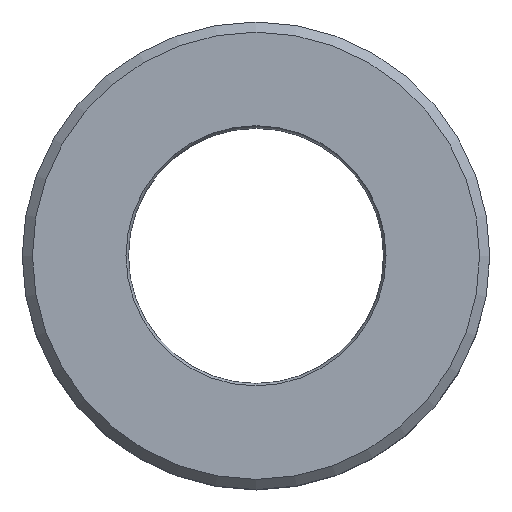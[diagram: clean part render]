
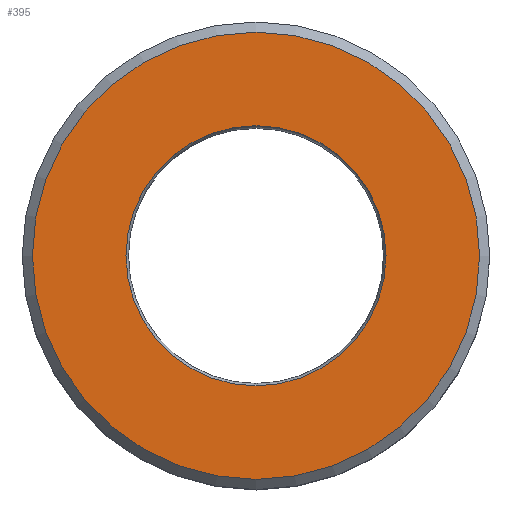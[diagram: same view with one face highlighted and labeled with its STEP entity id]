
A CAD part, top view. The second image highlights one B-rep face of the part: STEP entity #395.
In plain terms, the highlighted planar face has unit normal (0, 0, 1).
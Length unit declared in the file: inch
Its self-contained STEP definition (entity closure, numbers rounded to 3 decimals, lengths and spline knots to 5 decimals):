
#30=PLANE('',#464);
#49=FACE_BOUND('',#127,.T.);
#82=FACE_OUTER_BOUND('',#126,.T.);
#126=EDGE_LOOP('',(#291));
#127=EDGE_LOOP('',(#292));
#181=CIRCLE('',#461,0.6575);
#183=CIRCLE('',#465,0.3825);
#214=VERTEX_POINT('',#673);
#216=VERTEX_POINT('',#679);
#247=EDGE_CURVE('',#214,#214,#181,.T.);
#249=EDGE_CURVE('',#216,#216,#183,.T.);
#291=ORIENTED_EDGE('',*,*,#247,.F.);
#292=ORIENTED_EDGE('',*,*,#249,.T.);
#395=ADVANCED_FACE('',(#82,#49),#30,.T.);
#461=AXIS2_PLACEMENT_3D('',#674,#550,#551);
#464=AXIS2_PLACEMENT_3D('',#678,#556,#557);
#465=AXIS2_PLACEMENT_3D('',#680,#558,#559);
#550=DIRECTION('center_axis',(0.,0.,
-1.));
#551=DIRECTION('ref_axis',(-1.,0.,0.));
#556=DIRECTION('center_axis',(0.,0.,
1.));
#557=DIRECTION('ref_axis',(-1.,0.,0.));
#558=DIRECTION('center_axis',(0.,0.,
-1.));
#559=DIRECTION('ref_axis',(-1.,0.,0.));
#673=CARTESIAN_POINT('',(0.14283,0.24778,1.27439));
#674=CARTESIAN_POINT('Origin',(-0.51467,0.24778,1.27439));
#678=CARTESIAN_POINT('Origin',(-0.51467,0.24778,1.27439));
#679=CARTESIAN_POINT('',(-0.13217,0.24778,1.27439));
#680=CARTESIAN_POINT('Origin',(-0.51467,0.24778,1.27439));
